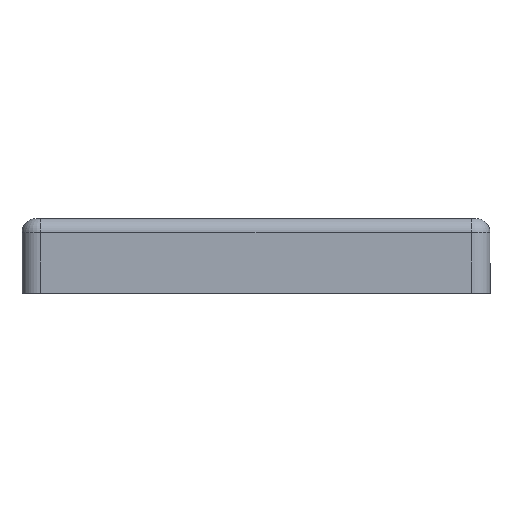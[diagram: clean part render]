
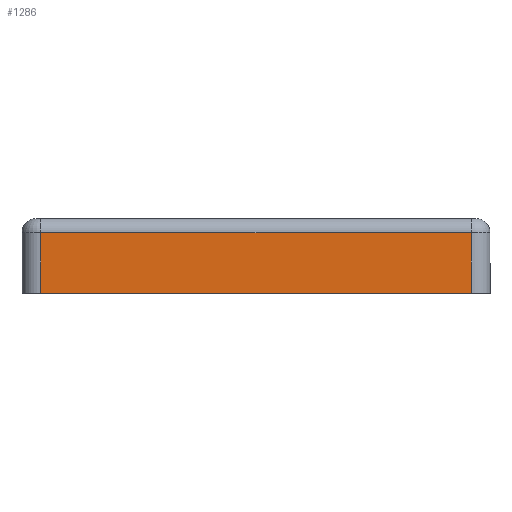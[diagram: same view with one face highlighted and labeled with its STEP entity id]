
A CAD part, left-side view. The second image highlights one B-rep face of the part: STEP entity #1286.
In plain terms, the highlighted planar face has unit normal (-1, 0, 0).
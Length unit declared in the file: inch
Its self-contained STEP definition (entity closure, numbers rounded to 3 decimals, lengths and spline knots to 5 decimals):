
#91 = EDGE_LOOP ( 'NONE', ( #4130, #2408, #1677, #4628 ) ) ;
#304 = AXIS2_PLACEMENT_3D ( 'NONE', #5559, #5518, #5517 ) ;
#416 = EDGE_CURVE ( 'NONE', #690, #4988, #3790, .T. ) ;
#499 = DIRECTION ( 'NONE',  ( 0., 1., 0. ) ) ;
#582 = CARTESIAN_POINT ( 'NONE',  ( -1.9685, 1.81102, 0.51181 ) ) ;
#613 = CARTESIAN_POINT ( 'NONE',  ( -1.9685, 1.9685, 0. ) ) ;
#690 = VERTEX_POINT ( 'NONE', #1944 ) ;
#703 = CARTESIAN_POINT ( 'NONE',  ( -1.9685, -1.81102, 0.62992 ) ) ;
#758 = DIRECTION ( 'NONE',  ( 0., 0., -1. ) ) ;
#1286 = ADVANCED_FACE ( 'NONE', ( #4687 ), #4427, .F. ) ;
#1418 = VERTEX_POINT ( 'NONE', #4846 ) ;
#1606 = VERTEX_POINT ( 'NONE', #3269 ) ;
#1677 = ORIENTED_EDGE ( 'NONE', *, *, #2916, .F. ) ;
#1944 = CARTESIAN_POINT ( 'NONE',  ( -1.9685, 1.81102, 0. ) ) ;
#2408 = ORIENTED_EDGE ( 'NONE', *, *, #2953, .F. ) ;
#2467 = DIRECTION ( 'NONE',  ( 0., 0., 1. ) ) ;
#2503 = CARTESIAN_POINT ( 'NONE',  ( -1.9685, 1.81102, 0.62992 ) ) ;
#2916 = EDGE_CURVE ( 'NONE', #1418, #1606, #4870, .T. ) ;
#2953 = EDGE_CURVE ( 'NONE', #1606, #690, #4831, .T. ) ;
#2995 = CARTESIAN_POINT ( 'NONE',  ( -1.9685, 1.9685, 0.51181 ) ) ;
#3047 = EDGE_CURVE ( 'NONE', #4988, #1418, #3860, .T. ) ;
#3269 = CARTESIAN_POINT ( 'NONE',  ( -1.9685, -1.81102, 0. ) ) ;
#3371 = DIRECTION ( 'NONE',  ( 0., -1., 0. ) ) ;
#3790 = LINE ( 'NONE', #2503, #3799 ) ;
#3799 = VECTOR ( 'NONE', #2467, 39.37008 ) ;
#3833 = VECTOR ( 'NONE', #3371, 39.37008 ) ;
#3860 = LINE ( 'NONE', #2995, #3833 ) ;
#4130 = ORIENTED_EDGE ( 'NONE', *, *, #416, .F. ) ;
#4357 = VECTOR ( 'NONE', #499, 39.37008 ) ;
#4427 = PLANE ( 'NONE',  #304 ) ;
#4628 = ORIENTED_EDGE ( 'NONE', *, *, #3047, .F. ) ;
#4687 = FACE_OUTER_BOUND ( 'NONE', #91, .T. ) ;
#4822 = VECTOR ( 'NONE', #758, 39.37008 ) ;
#4831 = LINE ( 'NONE', #613, #4357 ) ;
#4846 = CARTESIAN_POINT ( 'NONE',  ( -1.9685, -1.81102, 0.51181 ) ) ;
#4870 = LINE ( 'NONE', #703, #4822 ) ;
#4988 = VERTEX_POINT ( 'NONE', #582 ) ;
#5517 = DIRECTION ( 'NONE',  ( 0., 0., -1. ) ) ;
#5518 = DIRECTION ( 'NONE',  ( 1., 0., 0. ) ) ;
#5559 = CARTESIAN_POINT ( 'NONE',  ( -1.9685, 1.9685, 0.62992 ) ) ;
